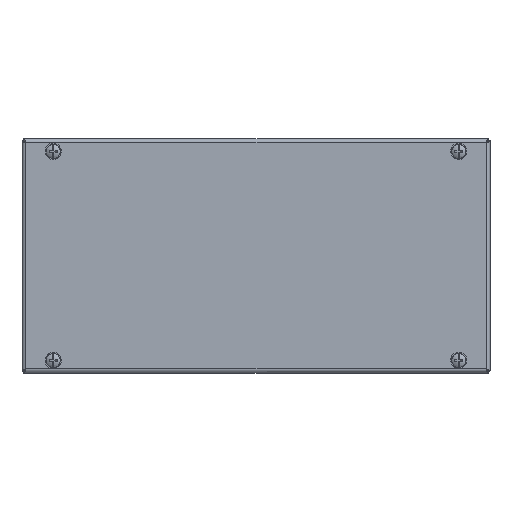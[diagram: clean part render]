
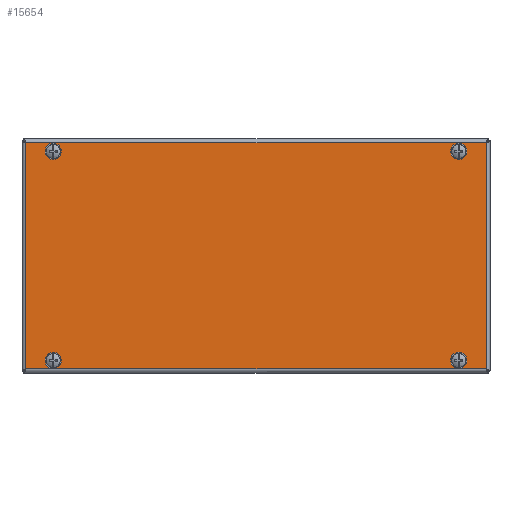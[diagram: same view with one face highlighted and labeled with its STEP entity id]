
A CAD part, top view. The second image highlights one B-rep face of the part: STEP entity #15654.
In plain terms, the highlighted face is planar.
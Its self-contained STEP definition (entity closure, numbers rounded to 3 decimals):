
#616 = AXIS2_PLACEMENT_3D ( 'NONE', #13077, #13073, #13046 ) ;
#821 = EDGE_LOOP ( 'NONE', ( #4853 ) ) ;
#952 = VECTOR ( 'NONE', #5938, 1000. ) ;
#1069 = LINE ( 'NONE', #6117, #952 ) ;
#1594 = CIRCLE ( 'NONE', #8631, 4. ) ;
#1765 = VERTEX_POINT ( 'NONE', #5703 ) ;
#2958 = EDGE_CURVE ( 'NONE', #1765, #1765, #1594, .T. ) ;
#2977 = CIRCLE ( 'NONE', #6006, 4. ) ;
#3121 = VERTEX_POINT ( 'NONE', #6647 ) ;
#3215 = DIRECTION ( 'NONE',  ( -1., 0., 0. ) ) ;
#3340 = EDGE_CURVE ( 'NONE', #13197, #8404, #8231, .T. ) ;
#3364 = AXIS2_PLACEMENT_3D ( 'NONE', #15001, #15071, #14829 ) ;
#3663 = EDGE_LOOP ( 'NONE', ( #5223, #5301, #7827, #5414 ) ) ;
#3723 = EDGE_CURVE ( 'NONE', #8850, #8850, #2977, .T. ) ;
#4041 = DIRECTION ( 'NONE',  ( -1., 0., 0. ) ) ;
#4137 = CARTESIAN_POINT ( 'NONE',  ( 148.743, -72.5, 0. ) ) ;
#4244 = EDGE_CURVE ( 'NONE', #8404, #6680, #5013, .T. ) ;
#4338 = DIRECTION ( 'NONE',  ( 0., 0., -1. ) ) ;
#4604 = CIRCLE ( 'NONE', #616, 4. ) ;
#4740 = EDGE_CURVE ( 'NONE', #14420, #14420, #4604, .T. ) ;
#4744 = CARTESIAN_POINT ( 'NONE',  ( -130., -67., 0. ) ) ;
#4853 = ORIENTED_EDGE ( 'NONE', *, *, #2958, .F. ) ;
#4876 = ORIENTED_EDGE ( 'NONE', *, *, #3723, .F. ) ;
#5013 = LINE ( 'NONE', #8041, #5598 ) ;
#5030 = DIRECTION ( 'NONE',  ( 0., -1., 0. ) ) ;
#5053 = CARTESIAN_POINT ( 'NONE',  ( 147.5, 73.743, 0. ) ) ;
#5119 = ORIENTED_EDGE ( 'NONE', *, *, #7736, .F. ) ;
#5223 = ORIENTED_EDGE ( 'NONE', *, *, #3340, .T. ) ;
#5301 = ORIENTED_EDGE ( 'NONE', *, *, #4244, .T. ) ;
#5326 = CARTESIAN_POINT ( 'NONE',  ( 126., 67., 0. ) ) ;
#5330 = EDGE_CURVE ( 'NONE', #3121, #13197, #11921, .T. ) ;
#5414 = ORIENTED_EDGE ( 'NONE', *, *, #5330, .T. ) ;
#5550 = CARTESIAN_POINT ( 'NONE',  ( -134., -67., 0. ) ) ;
#5598 = VECTOR ( 'NONE', #8253, 1000. ) ;
#5703 = CARTESIAN_POINT ( 'NONE',  ( 134., -67., 0. ) ) ;
#5938 = DIRECTION ( 'NONE',  ( 1., 0., 0. ) ) ;
#6006 = AXIS2_PLACEMENT_3D ( 'NONE', #4744, #4338, #3215 ) ;
#6117 = CARTESIAN_POINT ( 'NONE',  ( -148.743, 72.5, 0. ) ) ;
#6257 = EDGE_CURVE ( 'NONE', #6680, #3121, #1069, .T. ) ;
#6479 = CARTESIAN_POINT ( 'NONE',  ( 147.5, -72.5, 0. ) ) ;
#6647 = CARTESIAN_POINT ( 'NONE',  ( 147.5, 72.5, 0. ) ) ;
#6680 = VERTEX_POINT ( 'NONE', #13555 ) ;
#6729 = AXIS2_PLACEMENT_3D ( 'NONE', #11889, #11874, #11862 ) ;
#7259 = CARTESIAN_POINT ( 'NONE',  ( -147.5, -72.5, 0. ) ) ;
#7736 = EDGE_CURVE ( 'NONE', #15771, #15771, #11351, .T. ) ;
#7827 = ORIENTED_EDGE ( 'NONE', *, *, #6257, .T. ) ;
#8041 = CARTESIAN_POINT ( 'NONE',  ( -147.5, -73.743, 0. ) ) ;
#8144 = DIRECTION ( 'NONE',  ( 1., 0., 0. ) ) ;
#8214 = DIRECTION ( 'NONE',  ( 0., 0., -1. ) ) ;
#8229 = CARTESIAN_POINT ( 'NONE',  ( 130., -67., 0. ) ) ;
#8231 = LINE ( 'NONE', #4137, #10492 ) ;
#8253 = DIRECTION ( 'NONE',  ( 0., 1., 0. ) ) ;
#8404 = VERTEX_POINT ( 'NONE', #7259 ) ;
#8462 = EDGE_LOOP ( 'NONE', ( #14450 ) ) ;
#8631 = AXIS2_PLACEMENT_3D ( 'NONE', #8229, #8214, #8144 ) ;
#8850 = VERTEX_POINT ( 'NONE', #5550 ) ;
#10464 = EDGE_LOOP ( 'NONE', ( #5119 ) ) ;
#10492 = VECTOR ( 'NONE', #4041, 1000. ) ;
#11328 = PLANE ( 'NONE',  #3364 ) ;
#11351 = CIRCLE ( 'NONE', #6729, 4. ) ;
#11729 = VECTOR ( 'NONE', #5030, 1000. ) ;
#11862 = DIRECTION ( 'NONE',  ( 1., 0., 0. ) ) ;
#11874 = DIRECTION ( 'NONE',  ( 0., 0., -1. ) ) ;
#11889 = CARTESIAN_POINT ( 'NONE',  ( -130., 67., 0. ) ) ;
#11921 = LINE ( 'NONE', #5053, #11729 ) ;
#12068 = CARTESIAN_POINT ( 'NONE',  ( -126., 67., 0. ) ) ;
#12461 = FACE_BOUND ( 'NONE', #14619, .T. ) ;
#12673 = FACE_BOUND ( 'NONE', #10464, .T. ) ;
#12886 = FACE_BOUND ( 'NONE', #8462, .T. ) ;
#13046 = DIRECTION ( 'NONE',  ( -1., 0., 0. ) ) ;
#13070 = FACE_OUTER_BOUND ( 'NONE', #3663, .T. ) ;
#13073 = DIRECTION ( 'NONE',  ( 0., 0., -1. ) ) ;
#13077 = CARTESIAN_POINT ( 'NONE',  ( 130., 67., 0. ) ) ;
#13197 = VERTEX_POINT ( 'NONE', #6479 ) ;
#13282 = FACE_BOUND ( 'NONE', #821, .T. ) ;
#13555 = CARTESIAN_POINT ( 'NONE',  ( -147.5, 72.5, 0. ) ) ;
#14420 = VERTEX_POINT ( 'NONE', #5326 ) ;
#14450 = ORIENTED_EDGE ( 'NONE', *, *, #4740, .F. ) ;
#14619 = EDGE_LOOP ( 'NONE', ( #4876 ) ) ;
#14829 = DIRECTION ( 'NONE',  ( 1., 0., 0. ) ) ;
#15001 = CARTESIAN_POINT ( 'NONE',  ( -150., 75., 0. ) ) ;
#15071 = DIRECTION ( 'NONE',  ( 0., 0., 1. ) ) ;
#15654 = ADVANCED_FACE ( 'NONE', ( #13282, #12461, #12673, #12886, #13070 ), #11328, .F. ) ;
#15771 = VERTEX_POINT ( 'NONE', #12068 ) ;
